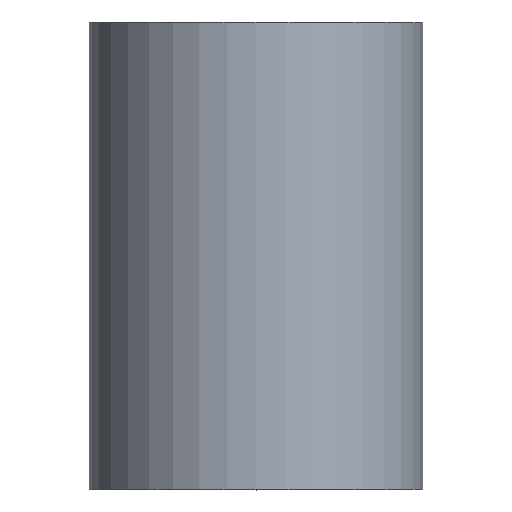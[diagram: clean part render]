
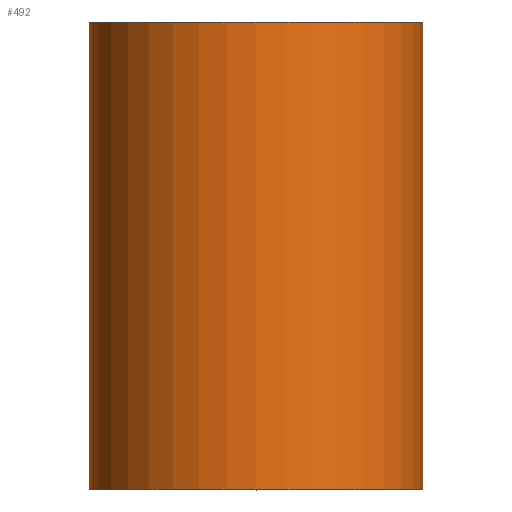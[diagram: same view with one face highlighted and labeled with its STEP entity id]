
A CAD part, top view. The second image highlights one B-rep face of the part: STEP entity #492.
In plain terms, the highlighted cylindrical face has radius 25 mm (diameter 50 mm), a partial arc.
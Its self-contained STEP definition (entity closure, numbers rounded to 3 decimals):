
#128=CARTESIAN_POINT('',(0.,70.,0.));
#129=DIRECTION('',(0.,1.,0.));
#130=DIRECTION('',(-1.,0.,0.));
#131=AXIS2_PLACEMENT_3D('',#128,#129,#130);
#148=DIRECTION('',(0.,1.,0.));
#149=VECTOR('',#148,70.);
#150=CARTESIAN_POINT('',(-25.,0.,0.));
#151=LINE('',#150,#149);
#152=DIRECTION('',(0.,-1.,0.));
#153=VECTOR('',#152,70.);
#154=CARTESIAN_POINT('',(25.,70.,0.));
#155=LINE('',#154,#153);
#156=CARTESIAN_POINT('',(0.,0.,0.));
#157=DIRECTION('',(0.,-1.,0.));
#158=DIRECTION('',(1.,0.,0.));
#159=AXIS2_PLACEMENT_3D('',#156,#157,#158);
#181=CARTESIAN_POINT('',(25.,0.,0.));
#182=CARTESIAN_POINT('',(-25.,0.,0.));
#183=VERTEX_POINT('',#181);
#184=VERTEX_POINT('',#182);
#189=CARTESIAN_POINT('',(25.,70.,0.));
#190=CARTESIAN_POINT('',(-25.,70.,0.));
#191=VERTEX_POINT('',#189);
#192=VERTEX_POINT('',#190);
#481=CARTESIAN_POINT('',(0.,0.,0.));
#482=DIRECTION('',(0.,1.,0.));
#483=DIRECTION('',(1.,0.,0.));
#484=AXIS2_PLACEMENT_3D('',#481,#482,#483);
#485=CYLINDRICAL_SURFACE('',#484,25.);
#486=ORIENTED_EDGE('',*,*,#475,.T.);
#487=ORIENTED_EDGE('',*,*,#458,.T.);
#488=ORIENTED_EDGE('',*,*,#472,.T.);
#489=ORIENTED_EDGE('',*,*,#206,.T.);
#490=EDGE_LOOP('',(#486,#487,#488,#489));
#491=FACE_OUTER_BOUND('',#490,.F.);
#492=ADVANCED_FACE('',(#491),#485,.T.);
#132=CIRCLE('',#131,25.);
#160=CIRCLE('',#159,25.);
#206=EDGE_CURVE('',#183,#184,#160,.T.);
#458=EDGE_CURVE('',#192,#191,#132,.T.);
#472=EDGE_CURVE('',#191,#183,#155,.T.);
#475=EDGE_CURVE('',#184,#192,#151,.T.);
